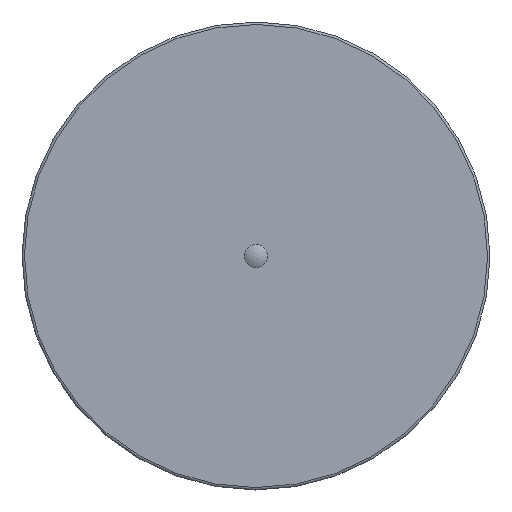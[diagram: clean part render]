
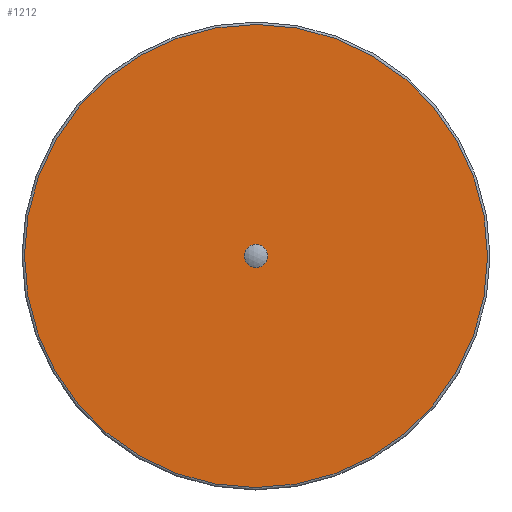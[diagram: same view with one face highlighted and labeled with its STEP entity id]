
A CAD part, front view. The second image highlights one B-rep face of the part: STEP entity #1212.
In plain terms, the highlighted planar face has unit normal (0, -1, 0).
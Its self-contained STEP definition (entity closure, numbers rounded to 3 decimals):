
#44=FACE_BOUND('',#274,.T.);
#97=PLANE('',#1394);
#185=FACE_OUTER_BOUND('',#273,.T.);
#273=EDGE_LOOP('',(#1047,#1048));
#274=EDGE_LOOP('',(#1049,#1050));
#378=CIRCLE('',#1281,4.);
#379=CIRCLE('',#1282,4.);
#443=CIRCLE('',#1391,118.75);
#444=CIRCLE('',#1392,118.75);
#481=VERTEX_POINT('',#1926);
#482=VERTEX_POINT('',#1928);
#557=VERTEX_POINT('',#7692);
#558=VERTEX_POINT('',#7693);
#616=EDGE_CURVE('',#482,#481,#378,.T.);
#617=EDGE_CURVE('',#481,#482,#379,.T.);
#720=EDGE_CURVE('',#557,#558,#443,.T.);
#721=EDGE_CURVE('',#558,#557,#444,.T.);
#1047=ORIENTED_EDGE('',*,*,#720,.T.);
#1048=ORIENTED_EDGE('',*,*,#721,.T.);
#1049=ORIENTED_EDGE('',*,*,#616,.T.);
#1050=ORIENTED_EDGE('',*,*,#617,.T.);
#1212=ADVANCED_FACE('',(#185,#44),#97,.T.);
#1281=AXIS2_PLACEMENT_3D('',#1929,#1503,#1504);
#1282=AXIS2_PLACEMENT_3D('',#1930,#1505,#1506);
#1391=AXIS2_PLACEMENT_3D('',#7694,#1753,#1754);
#1392=AXIS2_PLACEMENT_3D('',#7695,#1755,#1756);
#1394=AXIS2_PLACEMENT_3D('',#7697,#1759,#1760);
#1503=DIRECTION('center_axis',(0.,1.,0.));
#1504=DIRECTION('ref_axis',(0.001,0.,1.));
#1505=DIRECTION('center_axis',(0.,1.,0.));
#1506=DIRECTION('ref_axis',(0.001,0.,1.));
#1753=DIRECTION('center_axis',(0.,-1.,0.));
#1754=DIRECTION('ref_axis',(0.001,0.,1.));
#1755=DIRECTION('center_axis',(0.,-1.,0.));
#1756=DIRECTION('ref_axis',(0.001,0.,1.));
#1759=DIRECTION('center_axis',(0.,-1.,0.));
#1760=DIRECTION('ref_axis',(1.,0.,-0.001));
#1926=CARTESIAN_POINT('',(1.209,-114.732,-4.));
#1928=CARTESIAN_POINT('',(1.215,-114.732,4.));
#1929=CARTESIAN_POINT('Origin',(1.212,-114.732,0.));
#1930=CARTESIAN_POINT('Origin',(1.212,-114.732,0.));
#7692=CARTESIAN_POINT('',(1.306,-114.732,118.75));
#7693=CARTESIAN_POINT('',(-117.538,-114.732,0.095));
#7694=CARTESIAN_POINT('Origin',(1.212,-114.732,0.));
#7695=CARTESIAN_POINT('Origin',(1.212,-114.732,0.));
#7697=CARTESIAN_POINT('Origin',(1.212,-114.732,0.));
